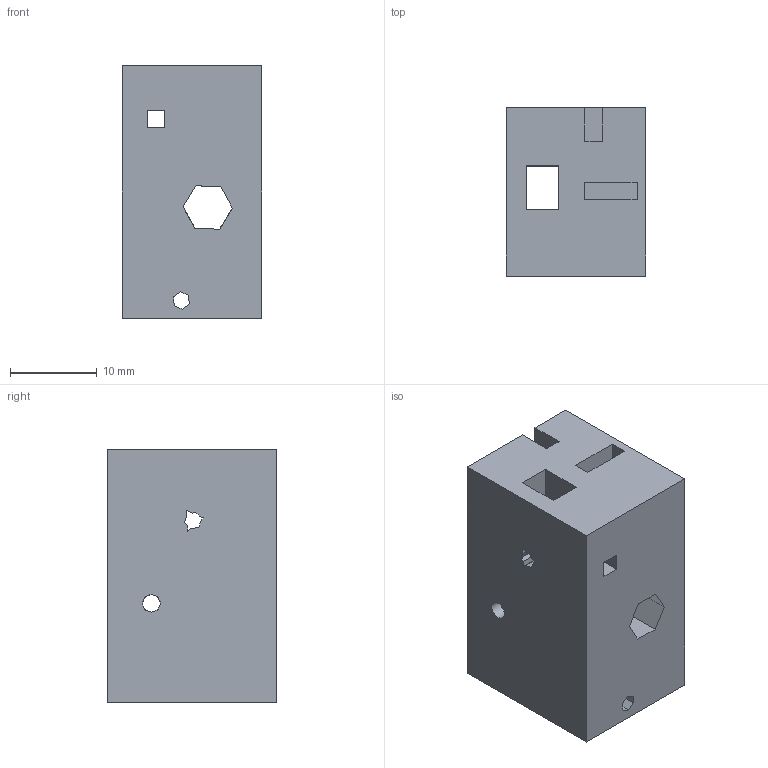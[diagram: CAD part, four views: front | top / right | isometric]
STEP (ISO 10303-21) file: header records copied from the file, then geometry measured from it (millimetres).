
FILE_DESCRIPTION(('Open CASCADE Model'),'2;1');
FILE_NAME('Open CASCADE Shape Model','2021-05-13T13:31:25',('Author'),( 'Open CASCADE'),'Open CASCADE STEP processor 7.4','Open CASCADE 7.4' ,'Unknown');
FILE_SCHEMA(('AUTOMOTIVE_DESIGN { 1 0 10303 214 1 1 1 1 }'));
Length unit declared in the file: millimetre
Products named in the file (1): Open CASCADE STEP translator 7.4 1577
Bounding box: 16.05 x 19.39 x 29.05 mm (x, y, z)
Volume: 7708.2 mm3; surface area: 3980.7 mm2
Topology: 1 solids, 1 shells, 70 faces, 210 edges, 140 vertices
Faces by surface type: plane 68, cylinder 2
Full cylindrical faces by diameter (mm): 2 x2
Entity records: 4962 total; most frequent: CARTESIAN_POINT 1061, DIRECTION 598, LINE 444, VECTOR 444, ORIENTED_EDGE 420, PCURVE 420, DEFINITIONAL_REPRESENTATION 420, EDGE_CURVE 210
